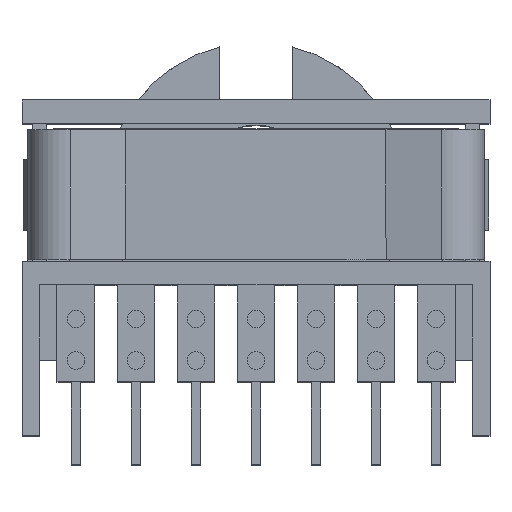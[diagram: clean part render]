
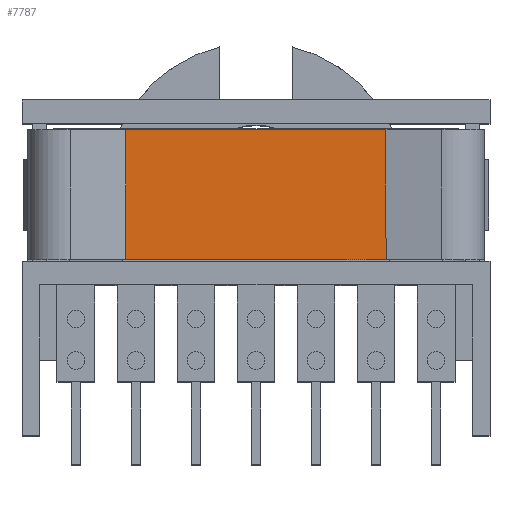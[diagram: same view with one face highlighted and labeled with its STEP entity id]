
A CAD part, top view. The second image highlights one B-rep face of the part: STEP entity #7787.
In plain terms, the highlighted face is planar.
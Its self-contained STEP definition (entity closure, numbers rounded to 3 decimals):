
#29 = LINE ( 'NONE', #20876, #13343 ) ;
#163 = DIRECTION ( 'NONE',  ( 0., 0., -1. ) ) ;
#1275 = PLANE ( 'NONE',  #13225 ) ;
#1314 = VERTEX_POINT ( 'NONE', #15609 ) ;
#1998 = EDGE_LOOP ( 'NONE', ( #10907, #22101, #14119, #17717 ) ) ;
#2830 = EDGE_CURVE ( 'NONE', #19146, #6483, #8872, .T. ) ;
#3620 = LINE ( 'NONE', #13886, #14457 ) ;
#4019 = FACE_OUTER_BOUND ( 'NONE', #1998, .T. ) ;
#6483 = VERTEX_POINT ( 'NONE', #8612 ) ;
#6568 = CARTESIAN_POINT ( 'NONE',  ( -8., 11., 11. ) ) ;
#7787 = ADVANCED_FACE ( 'NONE', ( #4019 ), #1275, .F. ) ;
#7999 = CARTESIAN_POINT ( 'NONE',  ( -8., 11., -11. ) ) ;
#8000 = VERTEX_POINT ( 'NONE', #21066 ) ;
#8333 = DIRECTION ( 'NONE',  ( 0., 0., -1. ) ) ;
#8612 = CARTESIAN_POINT ( 'NONE',  ( -8., 11., 11. ) ) ;
#8682 = VECTOR ( 'NONE', #20075, 1000. ) ;
#8865 = CARTESIAN_POINT ( 'NONE',  ( -8., 11., -11. ) ) ;
#8872 = LINE ( 'NONE', #18105, #17506 ) ;
#9648 = EDGE_CURVE ( 'NONE', #6483, #1314, #3620, .T. ) ;
#10665 = EDGE_CURVE ( 'NONE', #8000, #19146, #21892, .T. ) ;
#10907 = ORIENTED_EDGE ( 'NONE', *, *, #9648, .F. ) ;
#12010 = DIRECTION ( 'NONE',  ( 0., -1., 0. ) ) ;
#13225 = AXIS2_PLACEMENT_3D ( 'NONE', #6568, #18657, #8333 ) ;
#13343 = VECTOR ( 'NONE', #163, 1000. ) ;
#13886 = CARTESIAN_POINT ( 'NONE',  ( -8., 11., 11. ) ) ;
#14052 = EDGE_CURVE ( 'NONE', #1314, #8000, #29, .T. ) ;
#14119 = ORIENTED_EDGE ( 'NONE', *, *, #10665, .F. ) ;
#14457 = VECTOR ( 'NONE', #12010, 1000. ) ;
#15609 = CARTESIAN_POINT ( 'NONE',  ( -8., 0., 11. ) ) ;
#17506 = VECTOR ( 'NONE', #18032, 1000. ) ;
#17717 = ORIENTED_EDGE ( 'NONE', *, *, #14052, .F. ) ;
#18032 = DIRECTION ( 'NONE',  ( 0., 0., 1. ) ) ;
#18105 = CARTESIAN_POINT ( 'NONE',  ( -8., 11., 11. ) ) ;
#18657 = DIRECTION ( 'NONE',  ( 1., 0., 0. ) ) ;
#19146 = VERTEX_POINT ( 'NONE', #8865 ) ;
#20075 = DIRECTION ( 'NONE',  ( 0., 1., 0. ) ) ;
#20876 = CARTESIAN_POINT ( 'NONE',  ( -8., 0., 11. ) ) ;
#21066 = CARTESIAN_POINT ( 'NONE',  ( -8., 0., -11. ) ) ;
#21892 = LINE ( 'NONE', #7999, #8682 ) ;
#22101 = ORIENTED_EDGE ( 'NONE', *, *, #2830, .F. ) ;
